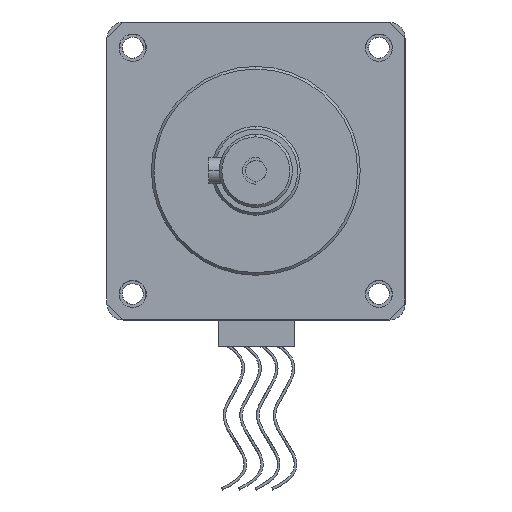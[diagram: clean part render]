
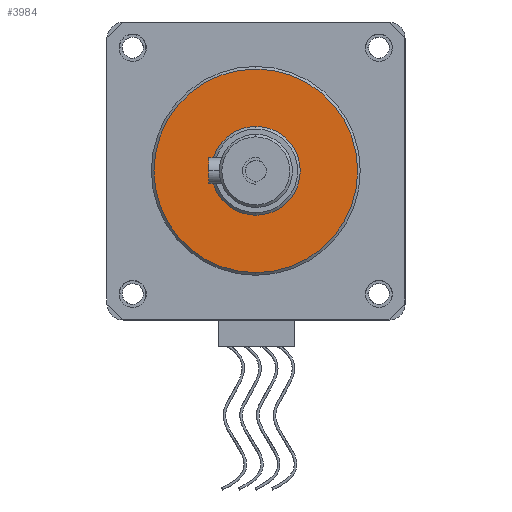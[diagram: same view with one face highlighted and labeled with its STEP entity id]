
A CAD part, left-side view. The second image highlights one B-rep face of the part: STEP entity #3984.
In plain terms, the highlighted face is planar.
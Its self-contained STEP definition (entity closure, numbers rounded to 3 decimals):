
#248 = CIRCLE ( 'NONE', #14921, 19.5 ) ;
#472 = DIRECTION ( 'NONE',  ( -1., 0., 0. ) ) ;
#715 = FACE_OUTER_BOUND ( 'NONE', #12460, .T. ) ;
#1773 = DIRECTION ( 'NONE',  ( -1., 0., 0. ) ) ;
#2255 = CARTESIAN_POINT ( 'NONE',  ( 0., 0., -2.5 ) ) ;
#2900 = EDGE_CURVE ( 'NONE', #21449, #13530, #18752, .T. ) ;
#3030 = AXIS2_PLACEMENT_3D ( 'NONE', #20264, #11850, #1773 ) ;
#3258 = CARTESIAN_POINT ( 'NONE',  ( 8.5, 0., -2.5 ) ) ;
#3903 = FACE_BOUND ( 'NONE', #6989, .T. ) ;
#3984 = ADVANCED_FACE ( 'NONE', ( #715, #3903 ), #9268, .T. ) ;
#4457 = DIRECTION ( 'NONE',  ( -1., 0., 0. ) ) ;
#4877 = ORIENTED_EDGE ( 'NONE', *, *, #15090, .F. ) ;
#5140 = CARTESIAN_POINT ( 'NONE',  ( -19.5, 0., -2.5 ) ) ;
#5200 = CARTESIAN_POINT ( 'NONE',  ( 0., 0., -2.5 ) ) ;
#6989 = EDGE_LOOP ( 'NONE', ( #4877, #8836 ) ) ;
#7971 = CIRCLE ( 'NONE', #21571, 8.5 ) ;
#8584 = EDGE_CURVE ( 'NONE', #13530, #21449, #248, .T. ) ;
#8836 = ORIENTED_EDGE ( 'NONE', *, *, #18140, .F. ) ;
#9055 = DIRECTION ( 'NONE',  ( 0., 0., -1. ) ) ;
#9239 = CARTESIAN_POINT ( 'NONE',  ( 19.5, 0., -2.5 ) ) ;
#9268 = PLANE ( 'NONE',  #10525 ) ;
#10525 = AXIS2_PLACEMENT_3D ( 'NONE', #2255, #9055, #14283 ) ;
#11850 = DIRECTION ( 'NONE',  ( 0., 0., -1. ) ) ;
#12460 = EDGE_LOOP ( 'NONE', ( #14320, #14654 ) ) ;
#13047 = DIRECTION ( 'NONE',  ( 0., 0., -1. ) ) ;
#13086 = CARTESIAN_POINT ( 'NONE',  ( 0., 0., -2.5 ) ) ;
#13530 = VERTEX_POINT ( 'NONE', #5140 ) ;
#13659 = DIRECTION ( 'NONE',  ( -1., 0., 0. ) ) ;
#14283 = DIRECTION ( 'NONE',  ( -1., 0., 0. ) ) ;
#14320 = ORIENTED_EDGE ( 'NONE', *, *, #2900, .T. ) ;
#14501 = DIRECTION ( 'NONE',  ( 0., 0., -1. ) ) ;
#14654 = ORIENTED_EDGE ( 'NONE', *, *, #8584, .T. ) ;
#14921 = AXIS2_PLACEMENT_3D ( 'NONE', #15411, #13047, #13659 ) ;
#15090 = EDGE_CURVE ( 'NONE', #15695, #15771, #20445, .T. ) ;
#15411 = CARTESIAN_POINT ( 'NONE',  ( 0., 0., -2.5 ) ) ;
#15477 = DIRECTION ( 'NONE',  ( 0., 0., -1. ) ) ;
#15695 = VERTEX_POINT ( 'NONE', #3258 ) ;
#15771 = VERTEX_POINT ( 'NONE', #19844 ) ;
#15906 = AXIS2_PLACEMENT_3D ( 'NONE', #5200, #15477, #472 ) ;
#18140 = EDGE_CURVE ( 'NONE', #15771, #15695, #7971, .T. ) ;
#18752 = CIRCLE ( 'NONE', #3030, 19.5 ) ;
#19844 = CARTESIAN_POINT ( 'NONE',  ( -8.5, 0., -2.5 ) ) ;
#20264 = CARTESIAN_POINT ( 'NONE',  ( 0., 0., -2.5 ) ) ;
#20445 = CIRCLE ( 'NONE', #15906, 8.5 ) ;
#21449 = VERTEX_POINT ( 'NONE', #9239 ) ;
#21571 = AXIS2_PLACEMENT_3D ( 'NONE', #13086, #14501, #4457 ) ;
